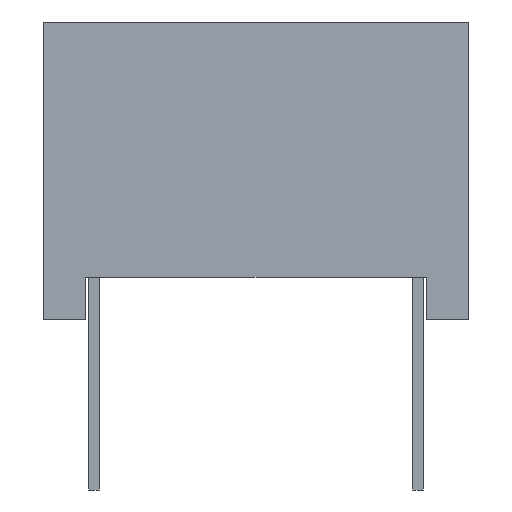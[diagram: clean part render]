
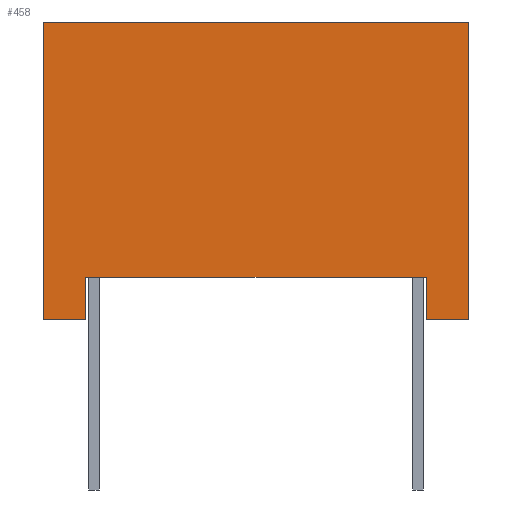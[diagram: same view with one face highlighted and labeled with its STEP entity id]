
A CAD part, front view. The second image highlights one B-rep face of the part: STEP entity #458.
In plain terms, the highlighted planar face has unit normal (0, -1, 0).
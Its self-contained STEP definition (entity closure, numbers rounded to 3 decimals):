
#458=ADVANCED_FACE('',(#1457),#1459,.T.);
#1457=FACE_BOUND('',#1458,.T.);
#1458=EDGE_LOOP('',(#2220,#2221,#2222,#2223,#2224,#2225,#2226,#2227));
#1459=PLANE('',#1460);
#1460=AXIS2_PLACEMENT_3D('',#1461,#1462,#1463);
#1461=CARTESIAN_POINT('',(-5.,-6.5,0.));
#1462=DIRECTION('',(0.,-1.,0.));
#1463=DIRECTION('',(1.,0.,0.));
#2220=ORIENTED_EDGE('',*,*,#2726,.T.);
#2221=ORIENTED_EDGE('',*,*,#2727,.T.);
#2222=ORIENTED_EDGE('',*,*,#2728,.T.);
#2223=ORIENTED_EDGE('',*,*,#2588,.F.);
#2224=ORIENTED_EDGE('',*,*,#2721,.F.);
#2225=ORIENTED_EDGE('',*,*,#2729,.T.);
#2226=ORIENTED_EDGE('',*,*,#2730,.T.);
#2227=ORIENTED_EDGE('',*,*,#2731,.T.);
#2588=EDGE_CURVE('',#2884,#2886,#2887,.T.);
#2721=EDGE_CURVE('',#3108,#2884,#3110,.T.);
#2726=EDGE_CURVE('',#3118,#3119,#3120,.F.);
#2727=EDGE_CURVE('',#3119,#3121,#3122,.T.);
#2728=EDGE_CURVE('',#3121,#2886,#3123,.T.);
#2729=EDGE_CURVE('',#3108,#3124,#3125,.T.);
#2730=EDGE_CURVE('',#3124,#3126,#3127,.F.);
#2731=EDGE_CURVE('',#3126,#3118,#3128,.T.);
#2884=VERTEX_POINT('',#3378);
#2886=VERTEX_POINT('',#3382);
#2887=LINE('',#3383,#3384);
#3108=VERTEX_POINT('',#3870);
#3110=LINE('',#3874,#3875);
#3118=VERTEX_POINT('',#3892);
#3119=VERTEX_POINT('',#3893);
#3120=LINE('',#3894,#3895);
#3121=VERTEX_POINT('',#3897);
#3122=LINE('',#3898,#3899);
#3123=LINE('',#3901,#3902);
#3124=VERTEX_POINT('',#3904);
#3125=LINE('',#3905,#3906);
#3126=VERTEX_POINT('',#3908);
#3127=LINE('',#3909,#3910);
#3128=LINE('',#3912,#3913);
#3378=CARTESIAN_POINT('',(-5.,-6.5,7.));
#3382=CARTESIAN_POINT('',(5.,-6.5,7.));
#3383=CARTESIAN_POINT('',(-5.,-6.5,7.));
#3384=VECTOR('',#3385,1.);
#3385=DIRECTION('',(1.,0.,0.));
#3870=CARTESIAN_POINT('',(-5.,-6.5,0.));
#3874=CARTESIAN_POINT('',(-5.,-6.5,0.));
#3875=VECTOR('',#3876,1.);
#3876=DIRECTION('',(0.,0.,1.));
#3892=CARTESIAN_POINT('',(4.,-6.5,1.));
#3893=CARTESIAN_POINT('',(4.,-6.5,0.));
#3894=CARTESIAN_POINT('',(4.,-6.5,0.));
#3895=VECTOR('',#3896,1.);
#3896=DIRECTION('',(0.,0.,1.));
#3897=CARTESIAN_POINT('',(5.,-6.5,0.));
#3898=CARTESIAN_POINT('',(4.,-6.5,0.));
#3899=VECTOR('',#3900,1.);
#3900=DIRECTION('',(1.,0.,0.));
#3901=CARTESIAN_POINT('',(5.,-6.5,0.));
#3902=VECTOR('',#3903,1.);
#3903=DIRECTION('',(0.,0.,1.));
#3904=CARTESIAN_POINT('',(-4.,-6.5,0.));
#3905=CARTESIAN_POINT('',(-5.,-6.5,0.));
#3906=VECTOR('',#3907,1.);
#3907=DIRECTION('',(1.,0.,0.));
#3908=CARTESIAN_POINT('',(-4.,-6.5,1.));
#3909=CARTESIAN_POINT('',(-4.,-6.5,1.));
#3910=VECTOR('',#3911,1.);
#3911=DIRECTION('',(0.,0.,-1.));
#3912=CARTESIAN_POINT('',(-4.,-6.5,1.));
#3913=VECTOR('',#3914,1.);
#3914=DIRECTION('',(1.,0.,0.));
